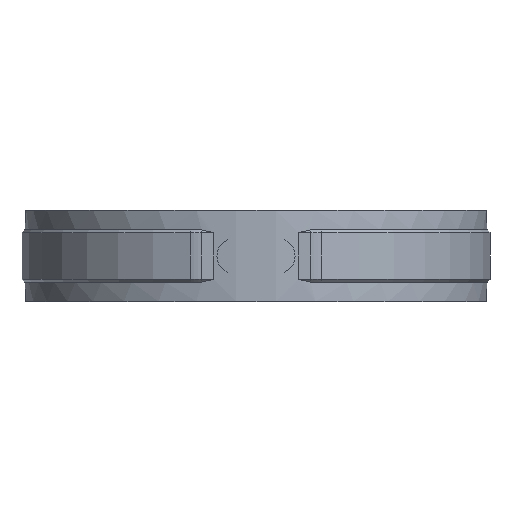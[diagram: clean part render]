
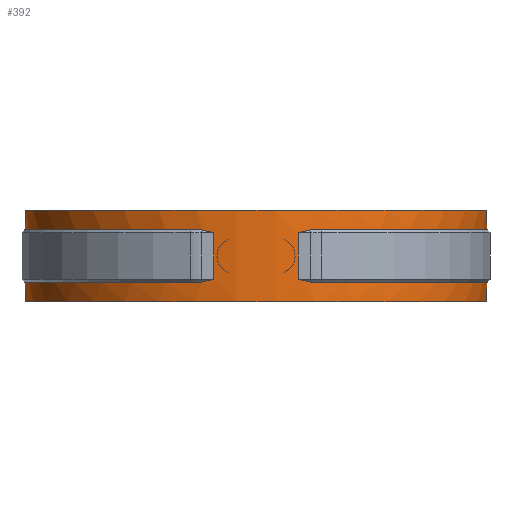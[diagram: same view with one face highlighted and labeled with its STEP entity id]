
A CAD part, front view. The second image highlights one B-rep face of the part: STEP entity #392.
In plain terms, the highlighted cylindrical face has radius 88.6 mm (diameter 177.2 mm), a partial arc.
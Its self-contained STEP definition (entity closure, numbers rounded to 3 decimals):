
#392 = ADVANCED_FACE( '', ( #636 ), #637, .T. );
#636 = FACE_OUTER_BOUND( '', #1714, .T. );
#637 = CYLINDRICAL_SURFACE( '', #1715, 88.6 );
#1714 = EDGE_LOOP( '', ( #4072, #4073, #4074, #4075, #4076, #4077, #4078, #4079, #4080, #4081, #4082, #4083, #4084, #4085, #4086, #4087 ) );
#1715 = AXIS2_PLACEMENT_3D( '', #4088, #4089, #4090 );
#4072 = ORIENTED_EDGE( '', *, *, #4736, .F. );
#4073 = ORIENTED_EDGE( '', *, *, #4732, .T. );
#4074 = ORIENTED_EDGE( '', *, *, #4754, .F. );
#4075 = ORIENTED_EDGE( '', *, *, #4858, .F. );
#4076 = ORIENTED_EDGE( '', *, *, #4872, .T. );
#4077 = ORIENTED_EDGE( '', *, *, #4866, .T. );
#4078 = ORIENTED_EDGE( '', *, *, #4871, .F. );
#4079 = ORIENTED_EDGE( '', *, *, #4869, .T. );
#4080 = ORIENTED_EDGE( '', *, *, #4718, .F. );
#4081 = ORIENTED_EDGE( '', *, *, #4860, .F. );
#4082 = ORIENTED_EDGE( '', *, *, #4757, .T. );
#4083 = ORIENTED_EDGE( '', *, *, #4729, .T. );
#4084 = ORIENTED_EDGE( '', *, *, #4874, .T. );
#4085 = ORIENTED_EDGE( '', *, *, #4831, .T. );
#4086 = ORIENTED_EDGE( '', *, *, #4840, .T. );
#4087 = ORIENTED_EDGE( '', *, *, #4782, .T. );
#4088 = CARTESIAN_POINT( '', ( 0., 0., -33.5 ) );
#4089 = DIRECTION( '', ( 0., 0., 1. ) );
#4090 = DIRECTION( '', ( 0., 1., 0. ) );
#4718 = EDGE_CURVE( '', #5204, #5205, #5206, .F. );
#4729 = EDGE_CURVE( '', #5225, #5223, #5226, .F. );
#4732 = EDGE_CURVE( '', #5215, #5228, #5230, .F. );
#4736 = EDGE_CURVE( '', #5215, #5236, #5237, .F. );
#4754 = EDGE_CURVE( '', #5266, #5228, #5268, .T. );
#4757 = EDGE_CURVE( '', #5272, #5225, #5273, .T. );
#4782 = EDGE_CURVE( '', #5320, #5236, #5321, .F. );
#4831 = EDGE_CURVE( '', #5404, #5405, #5406, .T. );
#4840 = EDGE_CURVE( '', #5405, #5320, #5418, .F. );
#4858 = EDGE_CURVE( '', #5441, #5266, #5443, .F. );
#4860 = EDGE_CURVE( '', #5272, #5204, #5445, .F. );
#4866 = EDGE_CURVE( '', #5453, #5454, #5455, .F. );
#4869 = EDGE_CURVE( '', #5458, #5205, #5459, .T. );
#4871 = EDGE_CURVE( '', #5458, #5454, #5461, .F. );
#4872 = EDGE_CURVE( '', #5441, #5453, #5462, .F. );
#4874 = EDGE_CURVE( '', #5223, #5404, #5464, .F. );
#5204 = VERTEX_POINT( '', #6927 );
#5205 = VERTEX_POINT( '', #6928 );
#5206 = CIRCLE( '', #6929, 88.6 );
#5215 = VERTEX_POINT( '', #6941 );
#5223 = VERTEX_POINT( '', #6957 );
#5225 = VERTEX_POINT( '', #6960 );
#5226 = LINE( '', #6961, #6962 );
#5228 = VERTEX_POINT( '', #6965 );
#5230 = LINE( '', #6968, #6969 );
#5236 = VERTEX_POINT( '', #6976 );
#5237 = CIRCLE( '', #6977, 88.6 );
#5266 = VERTEX_POINT( '', #7015 );
#5268 = CIRCLE( '', #7018, 88.6 );
#5272 = VERTEX_POINT( '', #7023 );
#5273 = CIRCLE( '', #7024, 88.6 );
#5320 = VERTEX_POINT( '', #7443 );
#5321 = ELLIPSE( '', #7444, 125.299, 88.6 );
#5404 = VERTEX_POINT( '', #7906 );
#5405 = VERTEX_POINT( '', #7907 );
#5406 = ELLIPSE( '', #7908, 125.299, 88.6 );
#5418 = LINE( '', #8055, #8056 );
#5441 = VERTEX_POINT( '', #8231 );
#5443 = LINE( '', #8234, #8235 );
#5445 = LINE( '', #8238, #8239 );
#5453 = VERTEX_POINT( '', #8250 );
#5454 = VERTEX_POINT( '', #8251 );
#5455 = ELLIPSE( '', #8252, 125.299, 88.6 );
#5458 = VERTEX_POINT( '', #8257 );
#5459 = ELLIPSE( '', #8258, 125.299, 88.6 );
#5461 = LINE( '', #8261, #8262 );
#5462 = CIRCLE( '', #8263, 88.6 );
#5464 = CIRCLE( '', #8266, 88.6 );
#6927 = CARTESIAN_POINT( '', ( -8.4, 88.201, -26. ) );
#6928 = CARTESIAN_POINT( '', ( -20.899, -86.1, -26. ) );
#6929 = AXIS2_PLACEMENT_3D( '', #8825, #8826, #8827 );
#6941 = CARTESIAN_POINT( '', ( 8.4, 88.201, -6. ) );
#6957 = CARTESIAN_POINT( '', ( 8.4, 88.201, -26. ) );
#6960 = CARTESIAN_POINT( '', ( 8.4, 88.201, -33.5 ) );
#6961 = CARTESIAN_POINT( '', ( 8.4, 88.201, -33.5 ) );
#6962 = VECTOR( '', #8840, 1000. );
#6965 = CARTESIAN_POINT( '', ( 8.4, 88.201, 1.5 ) );
#6968 = CARTESIAN_POINT( '', ( 8.4, 88.201, -33.5 ) );
#6969 = VECTOR( '', #8843, 1000. );
#6976 = CARTESIAN_POINT( '', ( 20.899, -86.1, -6. ) );
#6977 = AXIS2_PLACEMENT_3D( '', #8851, #8852, #8853 );
#7015 = CARTESIAN_POINT( '', ( -8.4, 88.201, 1.5 ) );
#7018 = AXIS2_PLACEMENT_3D( '', #8885, #8886, #8887 );
#7023 = CARTESIAN_POINT( '', ( -8.4, 88.201, -33.5 ) );
#7024 = AXIS2_PLACEMENT_3D( '', #8892, #8893, #8894 );
#7443 = CARTESIAN_POINT( '', ( 16.234, -87.1, -7. ) );
#7444 = AXIS2_PLACEMENT_3D( '', #8929, #8930, #8931 );
#7906 = CARTESIAN_POINT( '', ( 20.899, -86.1, -26. ) );
#7907 = CARTESIAN_POINT( '', ( 16.234, -87.1, -25. ) );
#7908 = AXIS2_PLACEMENT_3D( '', #8974, #8975, #8976 );
#8055 = CARTESIAN_POINT( '', ( 16.234, -87.1, -33.5 ) );
#8056 = VECTOR( '', #8982, 1000. );
#8231 = CARTESIAN_POINT( '', ( -8.4, 88.201, -6. ) );
#8234 = CARTESIAN_POINT( '', ( -8.4, 88.201, -33.5 ) );
#8235 = VECTOR( '', #9000, 1000. );
#8238 = CARTESIAN_POINT( '', ( -8.4, 88.201, -33.5 ) );
#8239 = VECTOR( '', #9002, 1000. );
#8250 = CARTESIAN_POINT( '', ( -20.899, -86.1, -6. ) );
#8251 = CARTESIAN_POINT( '', ( -16.234, -87.1, -7. ) );
#8252 = AXIS2_PLACEMENT_3D( '', #9012, #9013, #9014 );
#8257 = CARTESIAN_POINT( '', ( -16.234, -87.1, -25. ) );
#8258 = AXIS2_PLACEMENT_3D( '', #9017, #9018, #9019 );
#8261 = CARTESIAN_POINT( '', ( -16.234, -87.1, -33.5 ) );
#8262 = VECTOR( '', #9021, 1000. );
#8263 = AXIS2_PLACEMENT_3D( '', #9022, #9023, #9024 );
#8266 = AXIS2_PLACEMENT_3D( '', #9026, #9027, #9028 );
#8825 = CARTESIAN_POINT( '', ( 0., 0., -26. ) );
#8826 = DIRECTION( '', ( 0., 0., -1. ) );
#8827 = DIRECTION( '', ( -1., 0., 0. ) );
#8840 = DIRECTION( '', ( 0., 0., -1. ) );
#8843 = DIRECTION( '', ( 0., 0., -1. ) );
#8851 = CARTESIAN_POINT( '', ( 0., 0., -6. ) );
#8852 = DIRECTION( '', ( 0., 0., 1. ) );
#8853 = DIRECTION( '', ( 1., 0., 0. ) );
#8885 = CARTESIAN_POINT( '', ( 0., 0., 1.5 ) );
#8886 = DIRECTION( '', ( 0., 0., 1. ) );
#8887 = DIRECTION( '', ( 0., -1., 0. ) );
#8892 = CARTESIAN_POINT( '', ( 0., 0., -33.5 ) );
#8893 = DIRECTION( '', ( 0., 0., 1. ) );
#8894 = DIRECTION( '', ( 0., -1., 0. ) );
#8929 = CARTESIAN_POINT( '', ( 0., 0., 80.1 ) );
#8930 = DIRECTION( '', ( 0., 0.707, -0.707 ) );
#8931 = DIRECTION( '', ( 0., -0.707, -0.707 ) );
#8974 = CARTESIAN_POINT( '', ( 0., 0., -112.1 ) );
#8975 = DIRECTION( '', ( 0., -0.707, -0.707 ) );
#8976 = DIRECTION( '', ( 0., 0.707, -0.707 ) );
#8982 = DIRECTION( '', ( 0., 0., -1. ) );
#9000 = DIRECTION( '', ( 0., 0., -1. ) );
#9002 = DIRECTION( '', ( 0., 0., -1. ) );
#9012 = CARTESIAN_POINT( '', ( 0., 0., 80.1 ) );
#9013 = DIRECTION( '', ( 0., 0.707, -0.707 ) );
#9014 = DIRECTION( '', ( 0., -0.707, -0.707 ) );
#9017 = CARTESIAN_POINT( '', ( 0., 0., -112.1 ) );
#9018 = DIRECTION( '', ( 0., -0.707, -0.707 ) );
#9019 = DIRECTION( '', ( 0., 0.707, -0.707 ) );
#9021 = DIRECTION( '', ( 0., 0., -1. ) );
#9022 = CARTESIAN_POINT( '', ( 0., 0., -6. ) );
#9023 = DIRECTION( '', ( 0., 0., -1. ) );
#9024 = DIRECTION( '', ( -1., 0., 0. ) );
#9026 = CARTESIAN_POINT( '', ( 0., 0., -26. ) );
#9027 = DIRECTION( '', ( 0., 0., 1. ) );
#9028 = DIRECTION( '', ( 1., 0., 0. ) );
